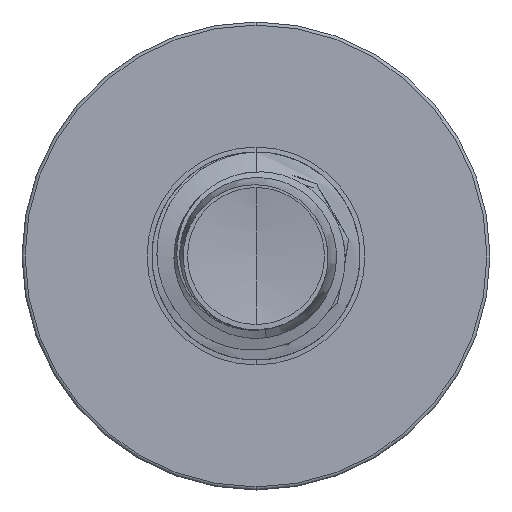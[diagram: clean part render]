
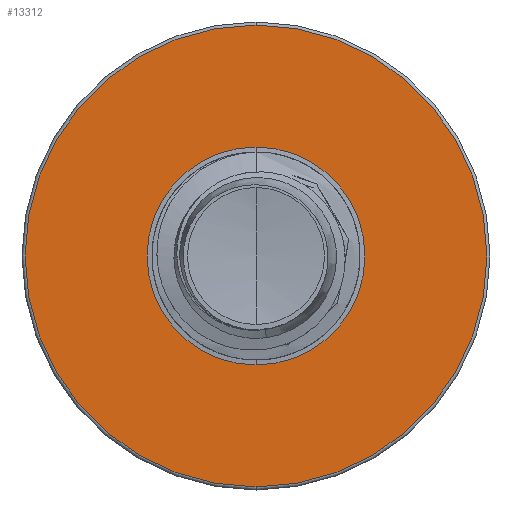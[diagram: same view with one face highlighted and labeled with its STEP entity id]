
A CAD part, front view. The second image highlights one B-rep face of the part: STEP entity #13312.
In plain terms, the highlighted planar face has unit normal (0, -1, 0).
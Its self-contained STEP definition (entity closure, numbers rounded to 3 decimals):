
#300 = ORIENTED_EDGE ( 'NONE', *, *, #28308, .T. ) ;
#808 = AXIS2_PLACEMENT_3D ( 'NONE', #10150, #29198, #13050 ) ;
#1134 = FACE_BOUND ( 'NONE', #16702, .T. ) ;
#2294 = ORIENTED_EDGE ( 'NONE', *, *, #16119, .F. ) ;
#3011 = AXIS2_PLACEMENT_3D ( 'NONE', #29604, #29461, #29426 ) ;
#4484 = CARTESIAN_POINT ( 'NONE',  ( 0., 30., 0. ) ) ;
#4937 = DIRECTION ( 'NONE',  ( 0., 1., 0. ) ) ;
#6090 = VERTEX_POINT ( 'NONE', #35351 ) ;
#7837 = DIRECTION ( 'NONE',  ( 0., 0., 1. ) ) ;
#8625 = CARTESIAN_POINT ( 'NONE',  ( 0., 30., 4.192 ) ) ;
#10150 = CARTESIAN_POINT ( 'NONE',  ( 0., 30., 0. ) ) ;
#11332 = DIRECTION ( 'NONE',  ( 0., 1., 0. ) ) ;
#11693 = FACE_OUTER_BOUND ( 'NONE', #33290, .T. ) ;
#12737 = VERTEX_POINT ( 'NONE', #14624 ) ;
#13050 = DIRECTION ( 'NONE',  ( 0., 0., 1. ) ) ;
#13312 = ADVANCED_FACE ( 'NONE', ( #11693, #1134 ), #29646, .F. ) ;
#14624 = CARTESIAN_POINT ( 'NONE',  ( 0., 30., 8.88 ) ) ;
#16119 = EDGE_CURVE ( 'NONE', #12737, #31651, #29085, .T. ) ;
#16702 = EDGE_LOOP ( 'NONE', ( #300, #27580 ) ) ;
#17849 = EDGE_CURVE ( 'NONE', #6090, #34208, #21674, .T. ) ;
#19890 = CIRCLE ( 'NONE', #34791, 8.88 ) ;
#20721 = CIRCLE ( 'NONE', #27652, 4.192 ) ;
#21674 = CIRCLE ( 'NONE', #30616, 4.192 ) ;
#22275 = CARTESIAN_POINT ( 'NONE',  ( 0., 30., 0. ) ) ;
#24550 = DIRECTION ( 'NONE',  ( 0., 1., 0. ) ) ;
#24904 = DIRECTION ( 'NONE',  ( 0., 0., 1. ) ) ;
#27580 = ORIENTED_EDGE ( 'NONE', *, *, #17849, .T. ) ;
#27652 = AXIS2_PLACEMENT_3D ( 'NONE', #22275, #4937, #24904 ) ;
#27678 = CARTESIAN_POINT ( 'NONE',  ( 0., 30., 0. ) ) ;
#28308 = EDGE_CURVE ( 'NONE', #34208, #6090, #20721, .T. ) ;
#28415 = EDGE_CURVE ( 'NONE', #31651, #12737, #19890, .T. ) ;
#29085 = CIRCLE ( 'NONE', #808, 8.88 ) ;
#29198 = DIRECTION ( 'NONE',  ( 0., 1., 0. ) ) ;
#29426 = DIRECTION ( 'NONE',  ( 0., 0., 1. ) ) ;
#29461 = DIRECTION ( 'NONE',  ( 0., 1., 0. ) ) ;
#29604 = CARTESIAN_POINT ( 'NONE',  ( 0., 30., -4.192 ) ) ;
#29646 = PLANE ( 'NONE',  #3011 ) ;
#30278 = DIRECTION ( 'NONE',  ( 0., 0., 1. ) ) ;
#30616 = AXIS2_PLACEMENT_3D ( 'NONE', #4484, #24550, #7837 ) ;
#31303 = ORIENTED_EDGE ( 'NONE', *, *, #28415, .F. ) ;
#31651 = VERTEX_POINT ( 'NONE', #35505 ) ;
#33290 = EDGE_LOOP ( 'NONE', ( #2294, #31303 ) ) ;
#34208 = VERTEX_POINT ( 'NONE', #8625 ) ;
#34791 = AXIS2_PLACEMENT_3D ( 'NONE', #27678, #11332, #30278 ) ;
#35351 = CARTESIAN_POINT ( 'NONE',  ( 0., 30., -4.192 ) ) ;
#35505 = CARTESIAN_POINT ( 'NONE',  ( 0., 30., -8.88 ) ) ;
